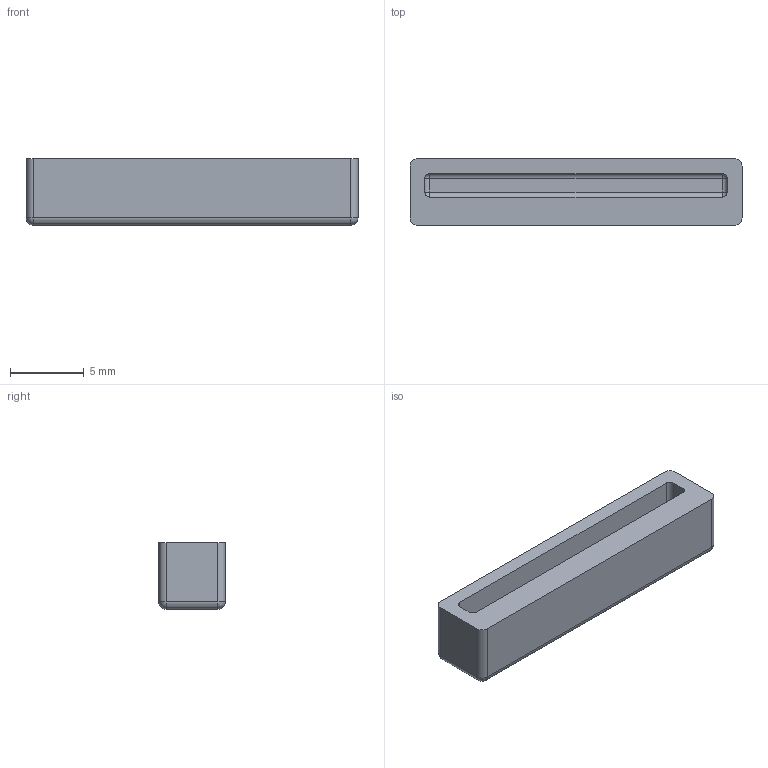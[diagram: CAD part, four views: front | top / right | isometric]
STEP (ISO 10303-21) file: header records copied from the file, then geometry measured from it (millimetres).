
FILE_DESCRIPTION(/* description */ (''),/* implementation_level */ '2;1');
FILE_NAME(/* name */ 'MG-23003 Silicone plate sock 20x4x4_5mm v10.step',/* time_stamp */ '2023-07-21T12:38:14-04:00',/* author */ (''),/* organization */ (''),/* preprocessor_version */ 'ST-DEVELOPER v19.2',/* originating_system */ 'Autodesk Translation Framework v12.6.0.85',/* authorisation */ '');
FILE_SCHEMA (('AUTOMOTIVE_DESIGN { 1 0 10303 214 3 1 1 }'));
Length unit declared in the file: millimetre
Products named in the file (1): MG-23003 Silicone plate sock 20x4x4_5mm
Bounding box: 22.5 x 4.5 x 4.5 mm (x, y, z)
Volume: 338.5 mm3; surface area: 575.7 mm2
Topology: 1 solids, 1 shells, 35 faces, 72 edges, 40 vertices
Faces by surface type: cylinder 16, plane 11, sphere 8
Entity records: 946 total; most frequent: DIRECTION 176, CARTESIAN_POINT 148, ORIENTED_EDGE 144, EDGE_CURVE 72, AXIS2_PLACEMENT_3D 68, LINE 40, VECTOR 40, VERTEX_POINT 40
